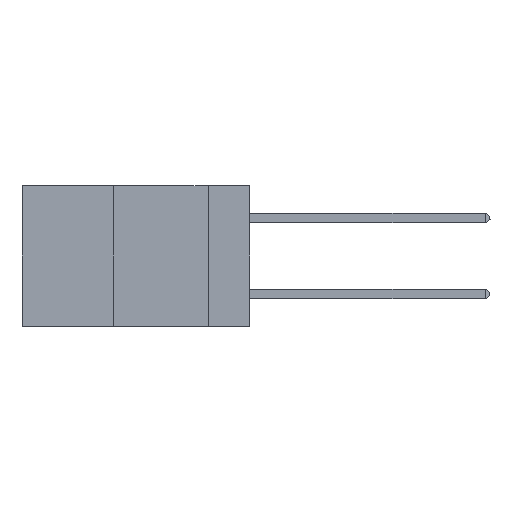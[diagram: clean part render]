
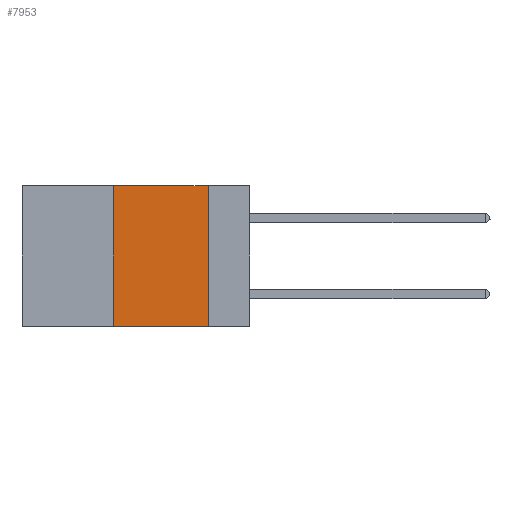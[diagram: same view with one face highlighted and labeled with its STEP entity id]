
A CAD part, left-side view. The second image highlights one B-rep face of the part: STEP entity #7953.
In plain terms, the highlighted planar face has unit normal (-1, 0, 0).
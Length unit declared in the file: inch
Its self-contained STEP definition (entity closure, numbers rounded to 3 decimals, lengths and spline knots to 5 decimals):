
#368 = FACE_OUTER_BOUND ( 'NONE', #6672, .T. ) ;
#756 = LINE ( 'NONE', #9104, #3239 ) ;
#1172 = VECTOR ( 'NONE', #2312, 39.37008 ) ;
#1456 = VERTEX_POINT ( 'NONE', #4827 ) ;
#1505 = DIRECTION ( 'NONE',  ( 0., 0., -1. ) ) ;
#1664 = CARTESIAN_POINT ( 'NONE',  ( 0., 0.36, 0. ) ) ;
#1728 = ORIENTED_EDGE ( 'NONE', *, *, #6259, .F. ) ;
#2311 = CARTESIAN_POINT ( 'NONE',  ( 0., 0.11, 0. ) ) ;
#2312 = DIRECTION ( 'NONE',  ( 0., 0., 1. ) ) ;
#2645 = CARTESIAN_POINT ( 'NONE',  ( 0., 0.6, 0. ) ) ;
#2950 = EDGE_CURVE ( 'NONE', #5828, #9767, #10229, .T. ) ;
#3181 = LINE ( 'NONE', #7348, #1172 ) ;
#3239 = VECTOR ( 'NONE', #1505, 39.37008 ) ;
#3517 = ORIENTED_EDGE ( 'NONE', *, *, #2950, .F. ) ;
#4381 = VERTEX_POINT ( 'NONE', #10293 ) ;
#4496 = EDGE_CURVE ( 'NONE', #1456, #4381, #6415, .T. ) ;
#4827 = CARTESIAN_POINT ( 'NONE',  ( 0., 0.36, -0.37 ) ) ;
#5368 = CARTESIAN_POINT ( 'NONE',  ( 0., 0.6, 0. ) ) ;
#5794 = EDGE_CURVE ( 'NONE', #9767, #4381, #756, .T. ) ;
#5828 = VERTEX_POINT ( 'NONE', #1664 ) ;
#6259 = EDGE_CURVE ( 'NONE', #1456, #5828, #3181, .T. ) ;
#6415 = LINE ( 'NONE', #8989, #10572 ) ;
#6672 = EDGE_LOOP ( 'NONE', ( #9280, #3517, #1728, #7946 ) ) ;
#6891 = VECTOR ( 'NONE', #7576, 39.37008 ) ;
#7348 = CARTESIAN_POINT ( 'NONE',  ( 0., 0.36, 0. ) ) ;
#7576 = DIRECTION ( 'NONE',  ( 0., -1., 0. ) ) ;
#7946 = ORIENTED_EDGE ( 'NONE', *, *, #4496, .T. ) ;
#7953 = ADVANCED_FACE ( 'NONE', ( #368 ), #9690, .F. ) ;
#8716 = DIRECTION ( 'NONE',  ( 1., 0., 0. ) ) ;
#8989 = CARTESIAN_POINT ( 'NONE',  ( 0., 0.6, -0.37 ) ) ;
#9104 = CARTESIAN_POINT ( 'NONE',  ( 0., 0.11, 0. ) ) ;
#9280 = ORIENTED_EDGE ( 'NONE', *, *, #5794, .F. ) ;
#9690 = PLANE ( 'NONE',  #10088 ) ;
#9767 = VERTEX_POINT ( 'NONE', #2311 ) ;
#9812 = DIRECTION ( 'NONE',  ( 0., -1., 0. ) ) ;
#10088 = AXIS2_PLACEMENT_3D ( 'NONE', #5368, #8716, #10450 ) ;
#10229 = LINE ( 'NONE', #2645, #6891 ) ;
#10293 = CARTESIAN_POINT ( 'NONE',  ( 0., 0.11, -0.37 ) ) ;
#10450 = DIRECTION ( 'NONE',  ( 0., 0., -1. ) ) ;
#10572 = VECTOR ( 'NONE', #9812, 39.37008 ) ;
